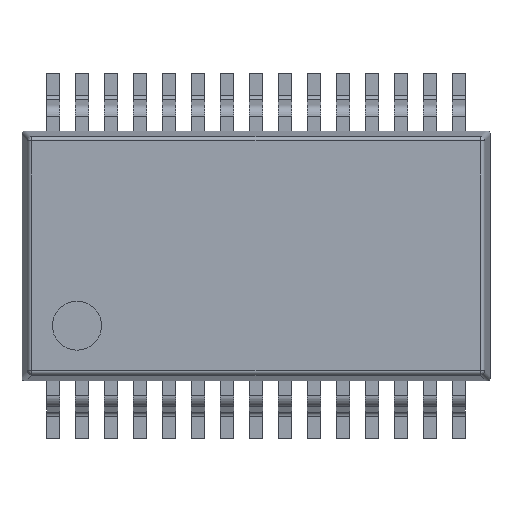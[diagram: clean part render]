
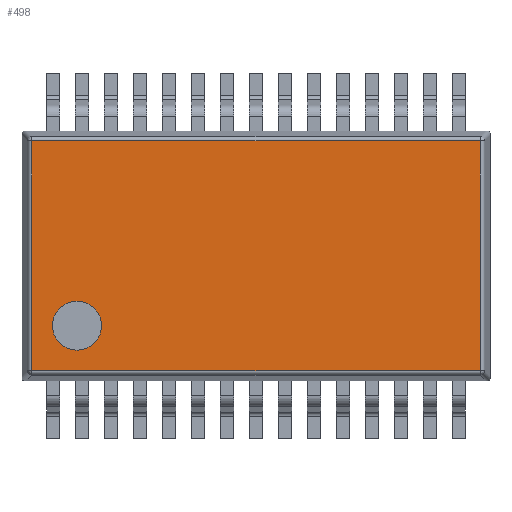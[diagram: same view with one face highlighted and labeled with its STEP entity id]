
A CAD part, top view. The second image highlights one B-rep face of the part: STEP entity #498.
In plain terms, the highlighted planar face has unit normal (0, 0, 1).
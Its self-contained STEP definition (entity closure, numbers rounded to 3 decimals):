
#498=ADVANCED_FACE('',(#1290,#1292),#1294,.T.);
#1290=FACE_BOUND('',#1291,.T.);
#1291=EDGE_LOOP('',(#2002,#2003,#2004,#2005));
#1292=FACE_BOUND('',#1293,.T.);
#1293=EDGE_LOOP('',(#2006));
#1294=PLANE('',#1295);
#1295=AXIS2_PLACEMENT_3D('',#1296,#1297,#1298);
#1296=CARTESIAN_POINT('',(0.,0.,2.));
#1297=DIRECTION('',(0.,0.,1.));
#1298=DIRECTION('',(1.,0.,0.));
#2002=ORIENTED_EDGE('',*,*,#2438,.T.);
#2003=ORIENTED_EDGE('',*,*,#2439,.T.);
#2004=ORIENTED_EDGE('',*,*,#2440,.T.);
#2005=ORIENTED_EDGE('',*,*,#2441,.T.);
#2006=ORIENTED_EDGE('',*,*,#2442,.T.);
#2438=EDGE_CURVE('',#2716,#2717,#2718,.T.);
#2439=EDGE_CURVE('',#2717,#2719,#2720,.T.);
#2440=EDGE_CURVE('',#2719,#2721,#2722,.T.);
#2441=EDGE_CURVE('',#2721,#2716,#2723,.T.);
#2442=EDGE_CURVE('',#2724,#2724,#2725,.F.);
#2716=VERTEX_POINT('',#3332);
#2717=VERTEX_POINT('',#3333);
#2718=LINE('',#3334,#3335);
#2719=VERTEX_POINT('',#3337);
#2720=LINE('',#3338,#3339);
#2721=VERTEX_POINT('',#3341);
#2722=LINE('',#3342,#3343);
#2723=LINE('',#3345,#3346);
#2724=VERTEX_POINT('',#3348);
#2725=CIRCLE('',#3349,0.55);
#3332=CARTESIAN_POINT('',(5.03,2.58,2.));
#3333=CARTESIAN_POINT('',(-5.03,2.58,2.));
#3334=CARTESIAN_POINT('',(5.03,2.58,2.));
#3335=VECTOR('',#3336,1.);
#3336=DIRECTION('',(-1.,0.,0.));
#3337=CARTESIAN_POINT('',(-5.03,-2.58,2.));
#3338=CARTESIAN_POINT('',(-5.03,2.58,2.));
#3339=VECTOR('',#3340,1.);
#3340=DIRECTION('',(0.,-1.,0.));
#3341=CARTESIAN_POINT('',(5.03,-2.58,2.));
#3342=CARTESIAN_POINT('',(-5.03,-2.58,2.));
#3343=VECTOR('',#3344,1.);
#3344=DIRECTION('',(1.,0.,0.));
#3345=CARTESIAN_POINT('',(5.03,-2.58,2.));
#3346=VECTOR('',#3347,1.);
#3347=DIRECTION('',(0.,1.,0.));
#3348=CARTESIAN_POINT('',(-3.465,-1.565,2.));
#3349=AXIS2_PLACEMENT_3D('',#3350,#3351,#3352);
#3350=CARTESIAN_POINT('',(-4.015,-1.565,2.));
#3351=DIRECTION('',(0.,0.,1.));
#3352=DIRECTION('',(1.,0.,0.));
